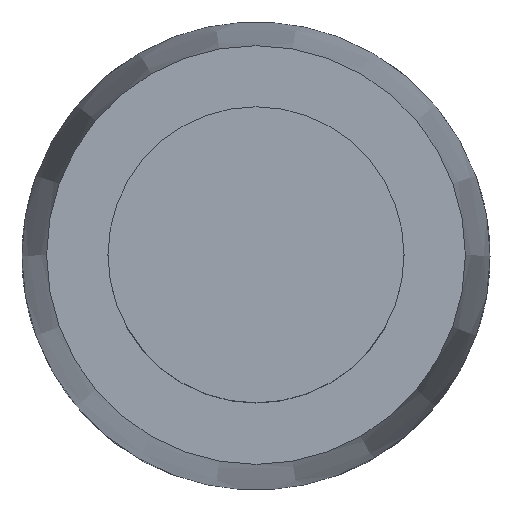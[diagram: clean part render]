
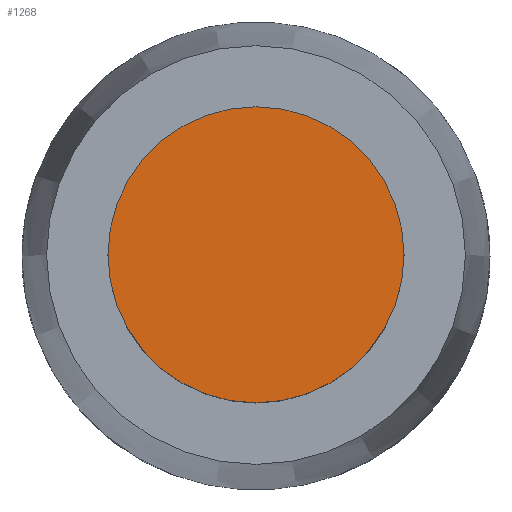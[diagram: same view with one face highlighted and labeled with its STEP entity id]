
A CAD part, top view. The second image highlights one B-rep face of the part: STEP entity #1268.
In plain terms, the highlighted planar face has unit normal (0, 0, 1).
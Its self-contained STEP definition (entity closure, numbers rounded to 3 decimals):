
#688 = CYLINDRICAL_SURFACE('',#689,0.02);
#689 = AXIS2_PLACEMENT_3D('',#690,#691,#692);
#690 = CARTESIAN_POINT('',(0.,0.,0.107));
#691 = DIRECTION('',(-0.,-0.,-1.));
#692 = DIRECTION('',(1.,0.,0.));
#1032 = VERTEX_POINT('',#1033);
#1033 = CARTESIAN_POINT('',(0.02,0.,
    0.126));
#1054 = EDGE_CURVE('',#1032,#1032,#1055,.T.);
#1055 = SURFACE_CURVE('',#1056,(#1061,#1068),.PCURVE_S1.);
#1056 = CIRCLE('',#1057,0.02);
#1057 = AXIS2_PLACEMENT_3D('',#1058,#1059,#1060);
#1058 = CARTESIAN_POINT('',(0.,0.,0.126));
#1059 = DIRECTION('',(0.,0.,1.));
#1060 = DIRECTION('',(1.,0.,0.));
#1061 = PCURVE('',#688,#1062);
#1062 = DEFINITIONAL_REPRESENTATION('',(#1063),#1067);
#1063 = LINE('',#1064,#1065);
#1064 = CARTESIAN_POINT('',(-0.,-0.019));
#1065 = VECTOR('',#1066,1.);
#1066 = DIRECTION('',(-1.,0.));
#1067 = ( GEOMETRIC_REPRESENTATION_CONTEXT(2) 
PARAMETRIC_REPRESENTATION_CONTEXT() REPRESENTATION_CONTEXT('2D SPACE',''
  ) );
#1068 = PCURVE('',#1069,#1074);
#1069 = PLANE('',#1070);
#1070 = AXIS2_PLACEMENT_3D('',#1071,#1072,#1073);
#1071 = CARTESIAN_POINT('',(0.,0.,
    0.126));
#1072 = DIRECTION('',(0.,0.,1.));
#1073 = DIRECTION('',(1.,0.,0.));
#1074 = DEFINITIONAL_REPRESENTATION('',(#1075),#1079);
#1075 = CIRCLE('',#1076,0.02);
#1076 = AXIS2_PLACEMENT_2D('',#1077,#1078);
#1077 = CARTESIAN_POINT('',(0.,0.));
#1078 = DIRECTION('',(1.,0.));
#1079 = ( GEOMETRIC_REPRESENTATION_CONTEXT(2) 
PARAMETRIC_REPRESENTATION_CONTEXT() REPRESENTATION_CONTEXT('2D SPACE',''
  ) );
#1268 = ADVANCED_FACE('',(#1269),#1069,.T.);
#1269 = FACE_BOUND('',#1270,.T.);
#1270 = EDGE_LOOP('',(#1271));
#1271 = ORIENTED_EDGE('',*,*,#1054,.T.);
